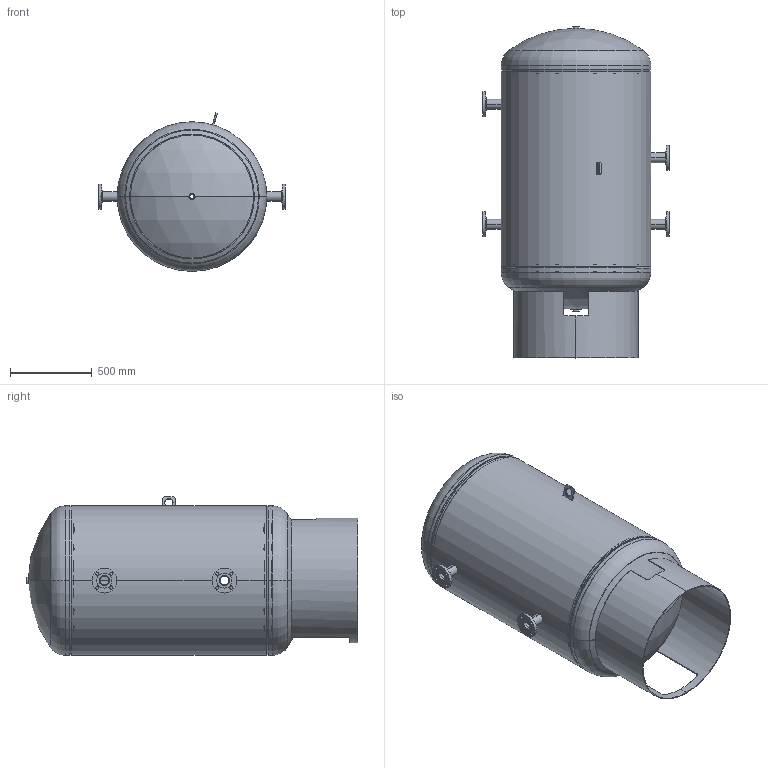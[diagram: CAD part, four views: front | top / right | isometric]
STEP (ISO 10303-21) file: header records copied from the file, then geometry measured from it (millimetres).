
FILE_DESCRIPTION (( 'STEP AP203' ), '1' );
FILE_NAME ('HWBT300-2-2.STEP', '2023-12-28T20:16:31', ( '' ), ( '' ), 'SwSTEP 2.0', 'SolidWorks 2023', '' );
FILE_SCHEMA (( 'CONFIG_CONTROL_DESIGN' ));
Length unit declared in the file: inch
Products named in the file (10): 117X89; 498-0050; 117-1014; 9317-210; 184-042; 186-003; 9761-1910; HWBT300-2-2
Assembly tree (16 placements, depth 3):
  HWBT300-2-2
    186-003
    117X89
    498-0050
      498-0050
      184-042
    117X89
    9317-210  x2
    117-1014  x4
    9761-1910  x4
Bounding box: 1143 x 2028.01 x 970.17 mm (x, y, z)
Volume: 35689499.4 mm3; surface area: 13123632.3 mm2
Topology: 16 solids, 16 shells, 245 faces, 588 edges, 372 vertices
Faces by surface type: cylinder 128, plane 57, cone 28, torus 24, sphere 8
Entity records: 6958 total; most frequent: CARTESIAN_POINT 1970, DIRECTION 854, ORIENTED_EDGE 744, EDGE_CURVE 372, AXIS2_PLACEMENT_3D 352, VERTEX_POINT 230, CIRCLE 182, EDGE_LOOP 170
